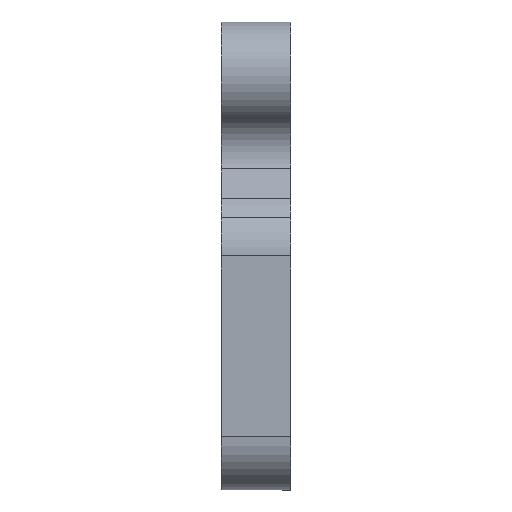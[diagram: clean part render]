
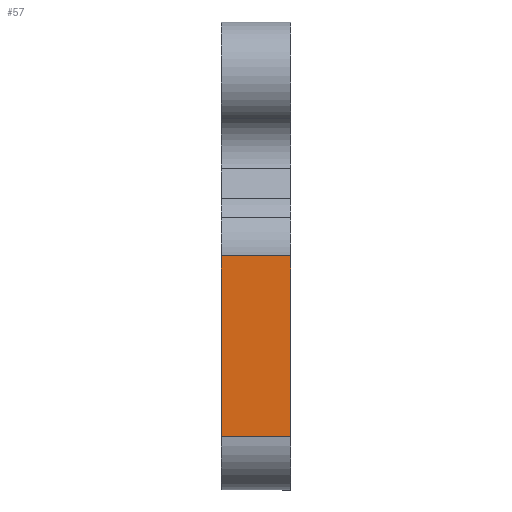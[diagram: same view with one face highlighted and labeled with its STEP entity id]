
A CAD part, left-side view. The second image highlights one B-rep face of the part: STEP entity #57.
In plain terms, the highlighted planar face has unit normal (-1, 0, 0).
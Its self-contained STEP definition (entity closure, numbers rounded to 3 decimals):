
#57=ADVANCED_FACE('',(#111),#905,.T.);
#111=FACE_OUTER_BOUND('',#165,.T.);
#165=EDGE_LOOP('',(#300,#301,#302,#303));
#300=ORIENTED_EDGE('',*,*,#570,.T.);
#301=ORIENTED_EDGE('',*,*,#515,.T.);
#302=ORIENTED_EDGE('',*,*,#571,.F.);
#303=ORIENTED_EDGE('',*,*,#568,.F.);
#515=EDGE_CURVE('',#800,#803,#671,.T.);
#568=EDGE_CURVE('',#838,#839,#724,.T.);
#570=EDGE_CURVE('',#838,#800,#726,.T.);
#571=EDGE_CURVE('',#839,#803,#727,.T.);
#671=(
BOUNDED_CURVE()
B_SPLINE_CURVE(1,(#1342,#1343),.UNSPECIFIED.,.F.,.F.)
B_SPLINE_CURVE_WITH_KNOTS((2,2),(0.,10.),.UNSPECIFIED.)
CURVE()
GEOMETRIC_REPRESENTATION_ITEM()
RATIONAL_B_SPLINE_CURVE((1.,1.))
REPRESENTATION_ITEM('')
);
#724=(
BOUNDED_CURVE()
B_SPLINE_CURVE(1,(#1533,#1534),.UNSPECIFIED.,.F.,.F.)
B_SPLINE_CURVE_WITH_KNOTS((2,2),(0.,10.),.UNSPECIFIED.)
CURVE()
GEOMETRIC_REPRESENTATION_ITEM()
RATIONAL_B_SPLINE_CURVE((1.,1.))
REPRESENTATION_ITEM('')
);
#726=(
BOUNDED_CURVE()
B_SPLINE_CURVE(2,(#1540,#1541,#1542),.UNSPECIFIED.,.F.,.F.)
B_SPLINE_CURVE_WITH_KNOTS((3,3),(0.,26.),
 .UNSPECIFIED.)
CURVE()
GEOMETRIC_REPRESENTATION_ITEM()
RATIONAL_B_SPLINE_CURVE((1.,1.,1.))
REPRESENTATION_ITEM('')
);
#727=(
BOUNDED_CURVE()
B_SPLINE_CURVE(2,(#1543,#1544,#1545),.UNSPECIFIED.,.F.,.F.)
B_SPLINE_CURVE_WITH_KNOTS((3,3),(0.,26.),
 .UNSPECIFIED.)
CURVE()
GEOMETRIC_REPRESENTATION_ITEM()
RATIONAL_B_SPLINE_CURVE((1.,1.,1.))
REPRESENTATION_ITEM('')
);
#800=VERTEX_POINT('',#1230);
#803=VERTEX_POINT('',#1233);
#838=VERTEX_POINT('',#1268);
#839=VERTEX_POINT('',#1269);
#905=PLANE('',#1057);
#1057=AXIS2_PLACEMENT_3D('',#1155,#1106,$);
#1106=DIRECTION('',(-1.,0.,0.));
#1155=CARTESIAN_POINT('',(-256.302,-35.,19.436));
#1230=CARTESIAN_POINT('',(-256.302,-35.,-6.564));
#1233=CARTESIAN_POINT('',(-256.302,-45.,-6.564));
#1268=CARTESIAN_POINT('',(-256.302,-35.,19.436));
#1269=CARTESIAN_POINT('',(-256.302,-45.,19.436));
#1342=CARTESIAN_POINT('',(-256.302,-35.,-6.564));
#1343=CARTESIAN_POINT('',(-256.302,-45.,-6.564));
#1533=CARTESIAN_POINT('',(-256.302,-35.,19.436));
#1534=CARTESIAN_POINT('',(-256.302,-45.,19.436));
#1540=CARTESIAN_POINT('',(-256.302,-35.,19.436));
#1541=CARTESIAN_POINT('',(-256.302,-35.,6.436));
#1542=CARTESIAN_POINT('',(-256.302,-35.,-6.564));
#1543=CARTESIAN_POINT('',(-256.302,-45.,19.436));
#1544=CARTESIAN_POINT('',(-256.302,-45.,6.436));
#1545=CARTESIAN_POINT('',(-256.302,-45.,-6.564));
